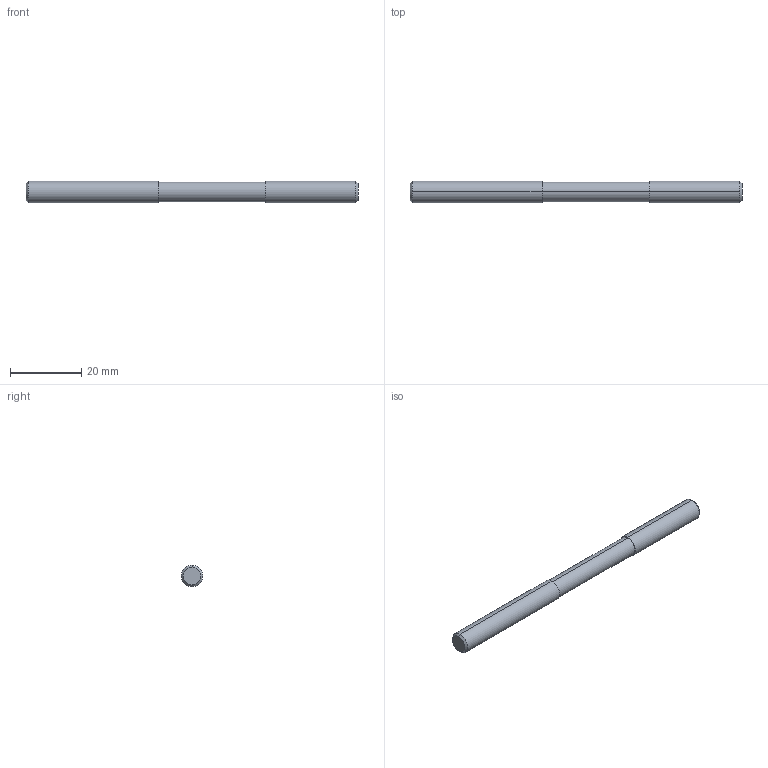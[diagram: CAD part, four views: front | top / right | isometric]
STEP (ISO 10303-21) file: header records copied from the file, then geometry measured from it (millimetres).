
FILE_DESCRIPTION (( 'STEP AP214' ), '1' );
FILE_NAME ('K410100600.STEP', '2018-01-17T05:07:39', ( '' ), ( '' ), 'SwSTEP 2.0', 'SolidWorks 2014', '' );
FILE_SCHEMA (( 'AUTOMOTIVE_DESIGN' ));
Length unit declared in the file: millimetre
Products named in the file (1): K410100600
Bounding box: 93 x 6 x 6 mm (x, y, z)
Volume: 2487.7 mm3; surface area: 1813.8 mm2
Topology: 2 solids, 2 shells, 17 faces, 30 edges, 18 vertices
Faces by surface type: cone 6, cylinder 6, plane 5
Entity records: 457 total; most frequent: DIRECTION 84, CARTESIAN_POINT 66, ORIENTED_EDGE 60, AXIS2_PLACEMENT_3D 36, EDGE_CURVE 30, EDGE_LOOP 18, CIRCLE 18, VERTEX_POINT 18
